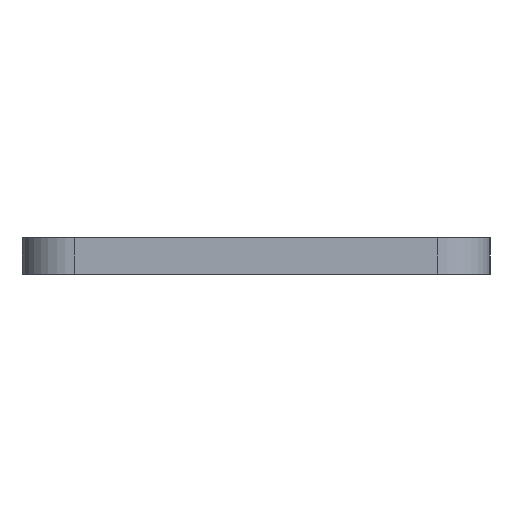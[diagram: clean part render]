
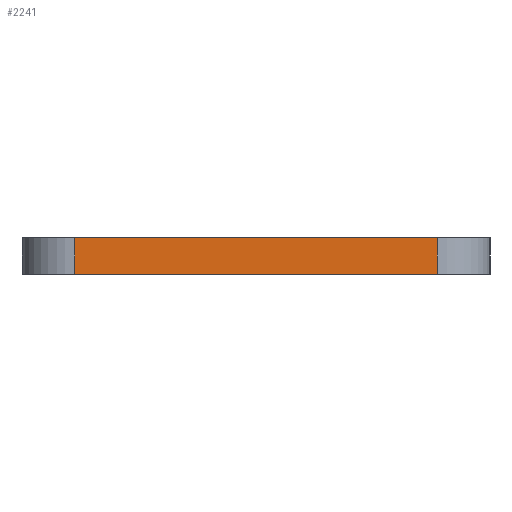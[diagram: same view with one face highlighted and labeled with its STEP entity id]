
A CAD part, left-side view. The second image highlights one B-rep face of the part: STEP entity #2241.
In plain terms, the highlighted planar face has unit normal (-1, 0, 0).
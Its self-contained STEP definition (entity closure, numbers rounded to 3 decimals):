
#32 = PLANE('',#33);
#33 = AXIS2_PLACEMENT_3D('',#34,#35,#36);
#34 = CARTESIAN_POINT('',(0.,-0.018,
    0.));
#35 = DIRECTION('',(0.,0.,-1.));
#36 = DIRECTION('',(0.,1.,0.));
#405 = VERTEX_POINT('',#406);
#406 = CARTESIAN_POINT('',(-127.,-17.25,0.));
#421 = CYLINDRICAL_SURFACE('',#422,5.);
#422 = AXIS2_PLACEMENT_3D('',#423,#424,#425);
#423 = CARTESIAN_POINT('',(-122.,-17.25,0.));
#424 = DIRECTION('',(0.,0.,1.));
#425 = DIRECTION('',(0.,-1.,0.));
#433 = EDGE_CURVE('',#434,#405,#436,.T.);
#434 = VERTEX_POINT('',#435);
#435 = CARTESIAN_POINT('',(-127.,17.25,0.));
#436 = SURFACE_CURVE('',#437,(#441,#448),.PCURVE_S1.);
#437 = LINE('',#438,#439);
#438 = CARTESIAN_POINT('',(-127.,22.25,0.));
#439 = VECTOR('',#440,1.);
#440 = DIRECTION('',(0.,-1.,0.));
#441 = PCURVE('',#32,#442);
#442 = DEFINITIONAL_REPRESENTATION('',(#443),#447);
#443 = LINE('',#444,#445);
#444 = CARTESIAN_POINT('',(22.268,-127.));
#445 = VECTOR('',#446,1.);
#446 = DIRECTION('',(-1.,0.));
#447 = ( GEOMETRIC_REPRESENTATION_CONTEXT(2) 
PARAMETRIC_REPRESENTATION_CONTEXT() REPRESENTATION_CONTEXT('2D SPACE',''
  ) );
#448 = PCURVE('',#449,#454);
#449 = PLANE('',#450);
#450 = AXIS2_PLACEMENT_3D('',#451,#452,#453);
#451 = CARTESIAN_POINT('',(-127.,22.25,0.));
#452 = DIRECTION('',(1.,0.,0.));
#453 = DIRECTION('',(0.,-1.,0.));
#454 = DEFINITIONAL_REPRESENTATION('',(#455),#459);
#455 = LINE('',#456,#457);
#456 = CARTESIAN_POINT('',(0.,0.));
#457 = VECTOR('',#458,1.);
#458 = DIRECTION('',(1.,0.));
#459 = ( GEOMETRIC_REPRESENTATION_CONTEXT(2) 
PARAMETRIC_REPRESENTATION_CONTEXT() REPRESENTATION_CONTEXT('2D SPACE',''
  ) );
#480 = CYLINDRICAL_SURFACE('',#481,5.);
#481 = AXIS2_PLACEMENT_3D('',#482,#483,#484);
#482 = CARTESIAN_POINT('',(-122.,17.25,0.));
#483 = DIRECTION('',(0.,0.,1.));
#484 = DIRECTION('',(0.,1.,0.));
#1705 = PLANE('',#1706);
#1706 = AXIS2_PLACEMENT_3D('',#1707,#1708,#1709);
#1707 = CARTESIAN_POINT('',(0.,-0.018,3.5)
  );
#1708 = DIRECTION('',(0.,0.,-1.));
#1709 = DIRECTION('',(0.,1.,0.));
#2142 = EDGE_CURVE('',#434,#2143,#2145,.T.);
#2143 = VERTEX_POINT('',#2144);
#2144 = CARTESIAN_POINT('',(-127.,17.25,3.5));
#2145 = SURFACE_CURVE('',#2146,(#2150,#2157),.PCURVE_S1.);
#2146 = LINE('',#2147,#2148);
#2147 = CARTESIAN_POINT('',(-127.,17.25,0.));
#2148 = VECTOR('',#2149,1.);
#2149 = DIRECTION('',(0.,0.,1.));
#2150 = PCURVE('',#480,#2151);
#2151 = DEFINITIONAL_REPRESENTATION('',(#2152),#2156);
#2152 = LINE('',#2153,#2154);
#2153 = CARTESIAN_POINT('',(1.571,0.));
#2154 = VECTOR('',#2155,1.);
#2155 = DIRECTION('',(0.,1.));
#2156 = ( GEOMETRIC_REPRESENTATION_CONTEXT(2) 
PARAMETRIC_REPRESENTATION_CONTEXT() REPRESENTATION_CONTEXT('2D SPACE',''
  ) );
#2157 = PCURVE('',#449,#2158);
#2158 = DEFINITIONAL_REPRESENTATION('',(#2159),#2163);
#2159 = LINE('',#2160,#2161);
#2160 = CARTESIAN_POINT('',(5.,0.));
#2161 = VECTOR('',#2162,1.);
#2162 = DIRECTION('',(0.,-1.));
#2163 = ( GEOMETRIC_REPRESENTATION_CONTEXT(2) 
PARAMETRIC_REPRESENTATION_CONTEXT() REPRESENTATION_CONTEXT('2D SPACE',''
  ) );
#2241 = ADVANCED_FACE('',(#2242),#449,.F.);
#2242 = FACE_BOUND('',#2243,.F.);
#2243 = EDGE_LOOP('',(#2244,#2245,#2246,#2269));
#2244 = ORIENTED_EDGE('',*,*,#433,.F.);
#2245 = ORIENTED_EDGE('',*,*,#2142,.T.);
#2246 = ORIENTED_EDGE('',*,*,#2247,.T.);
#2247 = EDGE_CURVE('',#2143,#2248,#2250,.T.);
#2248 = VERTEX_POINT('',#2249);
#2249 = CARTESIAN_POINT('',(-127.,-17.25,3.5));
#2250 = SURFACE_CURVE('',#2251,(#2255,#2262),.PCURVE_S1.);
#2251 = LINE('',#2252,#2253);
#2252 = CARTESIAN_POINT('',(-127.,22.25,3.5));
#2253 = VECTOR('',#2254,1.);
#2254 = DIRECTION('',(0.,-1.,0.));
#2255 = PCURVE('',#449,#2256);
#2256 = DEFINITIONAL_REPRESENTATION('',(#2257),#2261);
#2257 = LINE('',#2258,#2259);
#2258 = CARTESIAN_POINT('',(0.,-3.5));
#2259 = VECTOR('',#2260,1.);
#2260 = DIRECTION('',(1.,0.));
#2261 = ( GEOMETRIC_REPRESENTATION_CONTEXT(2) 
PARAMETRIC_REPRESENTATION_CONTEXT() REPRESENTATION_CONTEXT('2D SPACE',''
  ) );
#2262 = PCURVE('',#1705,#2263);
#2263 = DEFINITIONAL_REPRESENTATION('',(#2264),#2268);
#2264 = LINE('',#2265,#2266);
#2265 = CARTESIAN_POINT('',(22.268,-127.));
#2266 = VECTOR('',#2267,1.);
#2267 = DIRECTION('',(-1.,0.));
#2268 = ( GEOMETRIC_REPRESENTATION_CONTEXT(2) 
PARAMETRIC_REPRESENTATION_CONTEXT() REPRESENTATION_CONTEXT('2D SPACE',''
  ) );
#2269 = ORIENTED_EDGE('',*,*,#2270,.F.);
#2270 = EDGE_CURVE('',#405,#2248,#2271,.T.);
#2271 = SURFACE_CURVE('',#2272,(#2276,#2283),.PCURVE_S1.);
#2272 = LINE('',#2273,#2274);
#2273 = CARTESIAN_POINT('',(-127.,-17.25,0.));
#2274 = VECTOR('',#2275,1.);
#2275 = DIRECTION('',(0.,0.,1.));
#2276 = PCURVE('',#449,#2277);
#2277 = DEFINITIONAL_REPRESENTATION('',(#2278),#2282);
#2278 = LINE('',#2279,#2280);
#2279 = CARTESIAN_POINT('',(39.5,0.));
#2280 = VECTOR('',#2281,1.);
#2281 = DIRECTION('',(0.,-1.));
#2282 = ( GEOMETRIC_REPRESENTATION_CONTEXT(2) 
PARAMETRIC_REPRESENTATION_CONTEXT() REPRESENTATION_CONTEXT('2D SPACE',''
  ) );
#2283 = PCURVE('',#421,#2284);
#2284 = DEFINITIONAL_REPRESENTATION('',(#2285),#2289);
#2285 = LINE('',#2286,#2287);
#2286 = CARTESIAN_POINT('',(-1.571,0.));
#2287 = VECTOR('',#2288,1.);
#2288 = DIRECTION('',(-0.,1.));
#2289 = ( GEOMETRIC_REPRESENTATION_CONTEXT(2) 
PARAMETRIC_REPRESENTATION_CONTEXT() REPRESENTATION_CONTEXT('2D SPACE',''
  ) );
